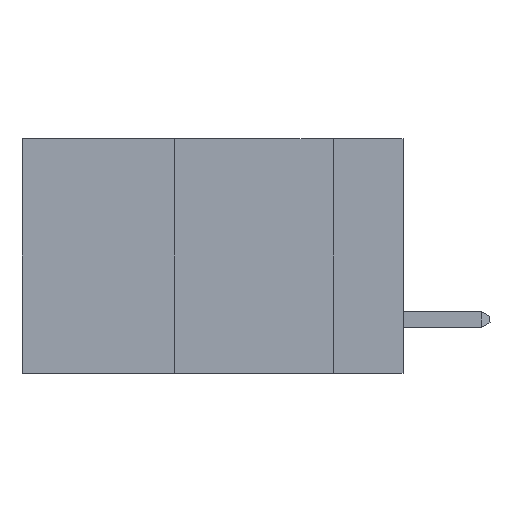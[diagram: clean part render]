
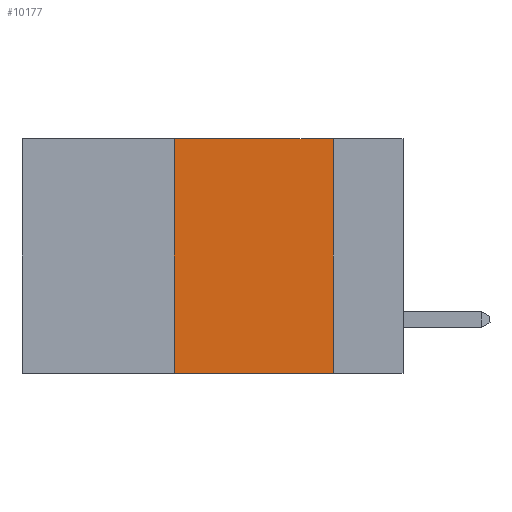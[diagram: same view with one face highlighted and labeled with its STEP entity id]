
A CAD part, left-side view. The second image highlights one B-rep face of the part: STEP entity #10177.
In plain terms, the highlighted planar face has unit normal (-1, 0, 0).
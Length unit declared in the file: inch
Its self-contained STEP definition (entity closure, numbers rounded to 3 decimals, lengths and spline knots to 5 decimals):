
#55 = VERTEX_POINT ( 'NONE', #11953 ) ;
#753 = CARTESIAN_POINT ( 'NONE',  ( 0., 0.36, 0. ) ) ;
#1224 = CARTESIAN_POINT ( 'NONE',  ( 0., 0.11, -0.37 ) ) ;
#1737 = VERTEX_POINT ( 'NONE', #7468 ) ;
#1761 = EDGE_CURVE ( 'NONE', #1737, #55, #5099, .T. ) ;
#2523 = DIRECTION ( 'NONE',  ( 0., -1., 0. ) ) ;
#3099 = ORIENTED_EDGE ( 'NONE', *, *, #7066, .F. ) ;
#3651 = ORIENTED_EDGE ( 'NONE', *, *, #1761, .F. ) ;
#3750 = LINE ( 'NONE', #7583, #20448 ) ;
#5005 = CARTESIAN_POINT ( 'NONE',  ( 0., 0.11, 0. ) ) ;
#5099 = LINE ( 'NONE', #753, #13205 ) ;
#7048 = CARTESIAN_POINT ( 'NONE',  ( 0., 0.11, 0. ) ) ;
#7066 = EDGE_CURVE ( 'NONE', #55, #16566, #3750, .T. ) ;
#7226 = DIRECTION ( 'NONE',  ( 0., -1., 0. ) ) ;
#7468 = CARTESIAN_POINT ( 'NONE',  ( 0., 0.36, -0.37 ) ) ;
#7517 = EDGE_CURVE ( 'NONE', #16566, #17398, #7673, .T. ) ;
#7583 = CARTESIAN_POINT ( 'NONE',  ( 0., 0.6, 0. ) ) ;
#7673 = LINE ( 'NONE', #7048, #15728 ) ;
#8085 = ORIENTED_EDGE ( 'NONE', *, *, #8696, .T. ) ;
#8592 = VECTOR ( 'NONE', #7226, 39.37008 ) ;
#8696 = EDGE_CURVE ( 'NONE', #1737, #17398, #18130, .T. ) ;
#9221 = CARTESIAN_POINT ( 'NONE',  ( 0., 0.6, 0. ) ) ;
#9290 = PLANE ( 'NONE',  #14854 ) ;
#10177 = ADVANCED_FACE ( 'NONE', ( #20221 ), #9290, .F. ) ;
#10944 = DIRECTION ( 'NONE',  ( 0., 0., -1. ) ) ;
#11953 = CARTESIAN_POINT ( 'NONE',  ( 0., 0.36, 0. ) ) ;
#13205 = VECTOR ( 'NONE', #18171, 39.37008 ) ;
#13537 = DIRECTION ( 'NONE',  ( 0., 0., -1. ) ) ;
#14854 = AXIS2_PLACEMENT_3D ( 'NONE', #9221, #20461, #10944 ) ;
#15658 = ORIENTED_EDGE ( 'NONE', *, *, #7517, .F. ) ;
#15728 = VECTOR ( 'NONE', #13537, 39.37008 ) ;
#16407 = EDGE_LOOP ( 'NONE', ( #15658, #3099, #3651, #8085 ) ) ;
#16566 = VERTEX_POINT ( 'NONE', #5005 ) ;
#16870 = CARTESIAN_POINT ( 'NONE',  ( 0., 0.6, -0.37 ) ) ;
#17398 = VERTEX_POINT ( 'NONE', #1224 ) ;
#18130 = LINE ( 'NONE', #16870, #8592 ) ;
#18171 = DIRECTION ( 'NONE',  ( 0., 0., 1. ) ) ;
#20221 = FACE_OUTER_BOUND ( 'NONE', #16407, .T. ) ;
#20448 = VECTOR ( 'NONE', #2523, 39.37008 ) ;
#20461 = DIRECTION ( 'NONE',  ( 1., 0., 0. ) ) ;
